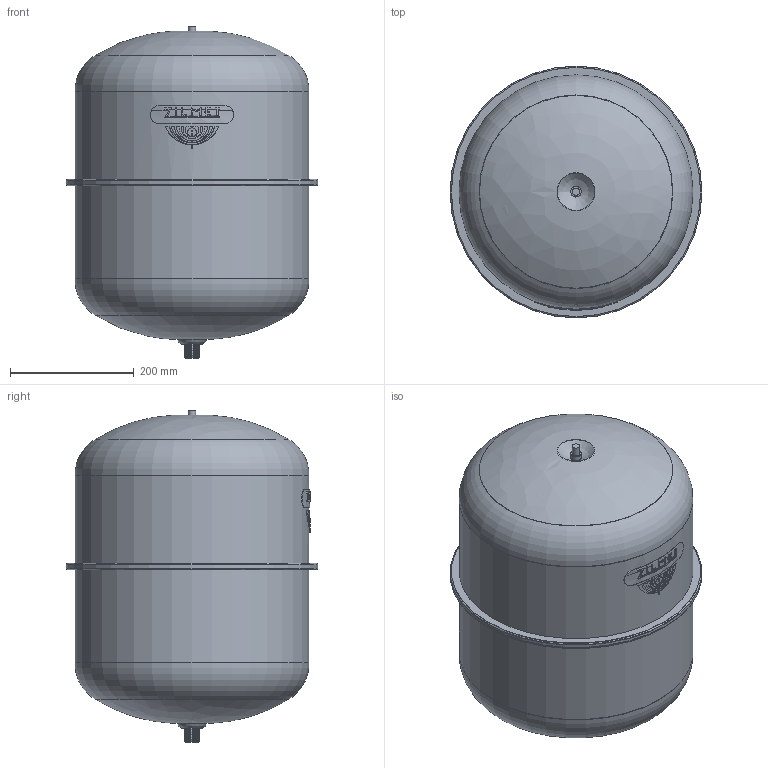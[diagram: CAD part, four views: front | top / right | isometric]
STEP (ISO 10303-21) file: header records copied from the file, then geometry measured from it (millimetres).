
FILE_DESCRIPTION(/* description */ (''),/* implementation_level */ '2;1');
FILE_NAME(/* name */ '01_CAL-PRO 50L 4bar_1300005000.stp',/* time_stamp */ '2019-08-14T09:32:16+03:00',/* author */ ('shkarinov'),/* organization */ (''),/* preprocessor_version */ 'ST-DEVELOPER v16.5',/* originating_system */ 'Autodesk Inventor 2017',/* authorisation */ '');
FILE_SCHEMA (('AUTOMOTIVE_DESIGN { 1 0 10303 214 3 1 1 }'));
Length unit declared in the file: inch
Products named in the file (1): 01_CAL-PRO 50L 4bar_13000050001
Bounding box: 407 x 407 x 536.42 mm (x, y, z)
Volume: 737819.8 mm3; surface area: 1442781.9 mm2
Topology: 2 solids, 3 shells, 200 faces, 498 edges, 319 vertices
Faces by surface type: plane 91, cylinder 59, torus 31, cone 11, bspline 8
Full cylindrical faces by diameter (mm): 0.001 x1, 12 x1, 17 x2, 20 x1, 376.009 x2, 378.01 x2, 405 x1, 407 x1
Entity records: 7406 total; most frequent: CARTESIAN_POINT 2704, ORIENTED_EDGE 906, DIRECTION 881, EDGE_CURVE 452, AXIS2_PLACEMENT_3D 343, VERTEX_POINT 316, EDGE_LOOP 259, STYLED_ITEM 202
